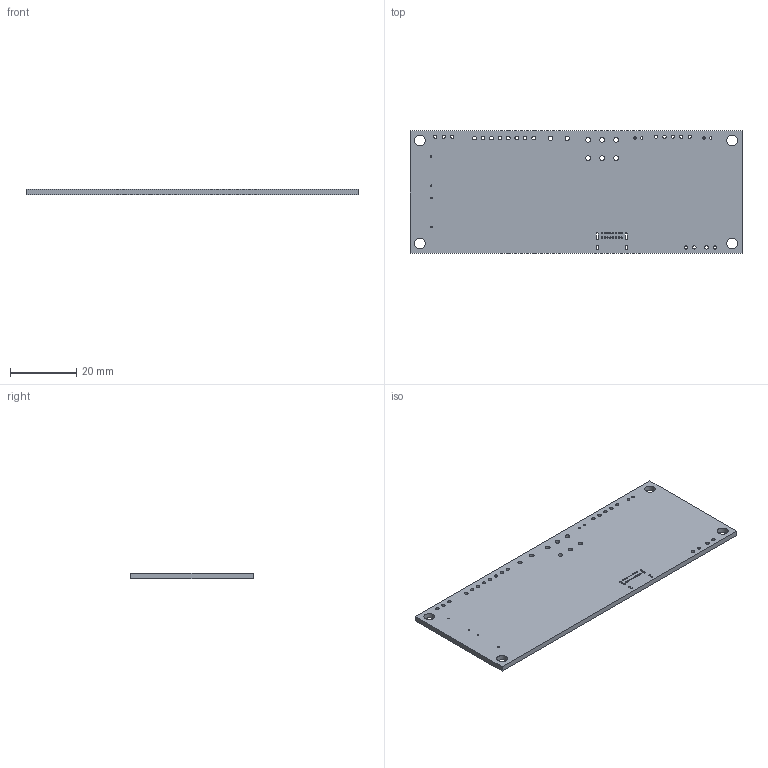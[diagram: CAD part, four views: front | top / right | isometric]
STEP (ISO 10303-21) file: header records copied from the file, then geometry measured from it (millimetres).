
FILE_DESCRIPTION(('KiCad electronic assembly'),'2;1');
FILE_NAME('PickleRick.step','2022-03-20T15:44:09',('Pcbnew'),('Kicad'), 'Open CASCADE STEP processor 7.6','KiCad to STEP converter','Unknown' );
FILE_SCHEMA(('AUTOMOTIVE_DESIGN { 1 0 10303 214 1 1 1 1 }'));
Length unit declared in the file: millimetre
Products named in the file (2): PickleRick 1; _autosave-PickleRick PCB
Assembly tree (1 placements, depth 2):
  PickleRick 1
    _autosave-PickleRick PCB
Bounding box: 100 x 37 x 1.6 mm (x, y, z)
Volume: 5808.9 mm3; surface area: 8007 mm2
Topology: 1 solids, 1 shells, 78 faces, 228 edges, 152 vertices
Faces by surface type: cylinder 64, plane 14
Full cylindrical faces by diameter (mm): 0.4 x16, 0.46 x4, 0.75 x4, 1 x12, 1.1 x8, 1.3 x2, 1.4 x6, 3.2 x4
Entity records: 5911 total; most frequent: DIRECTION 972, CARTESIAN_POINT 916, ORIENTED_EDGE 456, PCURVE 456, DEFINITIONAL_REPRESENTATION 456, LINE 428, VECTOR 428, CIRCLE 256
